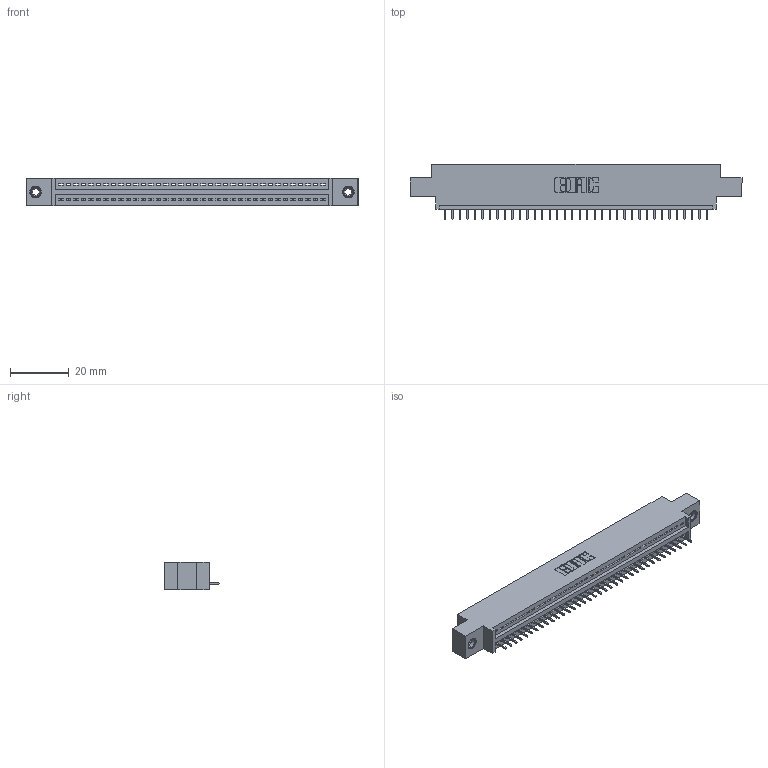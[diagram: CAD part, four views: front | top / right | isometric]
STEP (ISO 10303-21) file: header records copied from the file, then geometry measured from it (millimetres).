
FILE_DESCRIPTION (( 'STEP AP203' ), '1' );
FILE_NAME ('345-036-525-608.STEP', '2020-09-19T16:56:58', ( '' ), ( '' ), 'SwSTEP 2.0', 'SolidWorks 2020', '' );
FILE_SCHEMA (( 'CONFIG_CONTROL_DESIGN' ));
Length unit declared in the file: inch
Products named in the file (4): 345-250-001_345-250-003-102; 345-036-525-608; 345 Part_0.170 Offset - 0.156 Dia-TI; 345-292-001_345-293-125
Assembly tree (39 placements, depth 2):
  345-036-525-608
    345 Part_0.170 Offset - 0.156 Dia-TI
    345-292-001_345-293-125  x36
    345-250-001_345-250-003-102  x2
Bounding box: 112.65 x 18.72 x 9.4 mm (x, y, z)
Volume: 10383.5 mm3; surface area: 13372.7 mm2
Topology: 39 solids, 39 shells, 2422 faces, 6969 edges, 4494 vertices
Faces by surface type: plane 1772, cylinder 634, cone 12, torus 4
Entity records: 29294 total; most frequent: CARTESIAN_POINT 5055, ORIENTED_EDGE 5018, DIRECTION 4451, EDGE_CURVE 2509, LINE 2217, VECTOR 2217, VERTEX_POINT 1664, AXIS2_PLACEMENT_3D 1117
